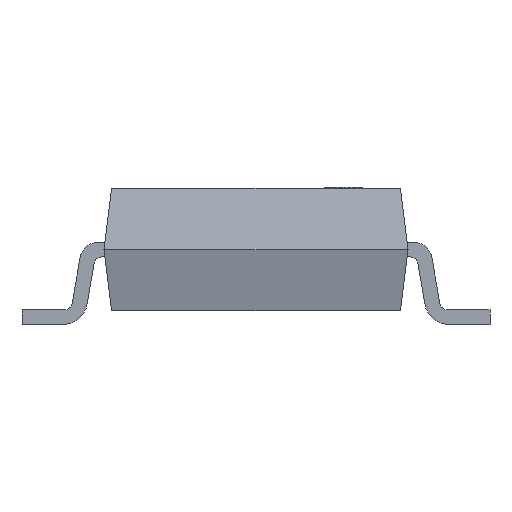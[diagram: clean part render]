
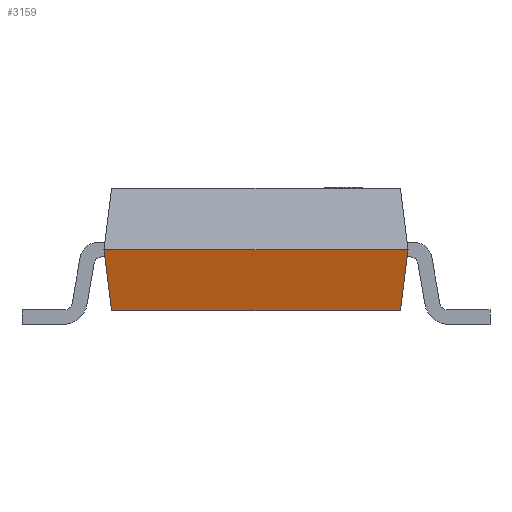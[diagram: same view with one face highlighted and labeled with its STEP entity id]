
A CAD part, front view. The second image highlights one B-rep face of the part: STEP entity #3159.
In plain terms, the highlighted free-form (B-spline) face has degree [1, 1] with [2, 2] control points.
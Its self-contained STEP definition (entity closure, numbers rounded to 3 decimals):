
#680 = VERTEX_POINT('',#681);
#681 = CARTESIAN_POINT('',(-1.95,-4.325,0.963));
#686 = EDGE_CURVE('',#687,#680,#689,.T.);
#687 = VERTEX_POINT('',#688);
#688 = CARTESIAN_POINT('',(1.95,-4.325,0.963));
#689 = LINE('',#690,#691);
#690 = CARTESIAN_POINT('',(1.95,-4.325,0.963));
#691 = VECTOR('',#692,1.);
#692 = DIRECTION('',(-1.,0.,0.));
#3159 = ADVANCED_FACE('',(#3160),#3183,.T.);
#3160 = FACE_BOUND('',#3161,.T.);
#3161 = EDGE_LOOP('',(#3162,#3163,#3170,#3178));
#3162 = ORIENTED_EDGE('',*,*,#686,.T.);
#3163 = ORIENTED_EDGE('',*,*,#3164,.T.);
#3164 = EDGE_CURVE('',#680,#3165,#3167,.T.);
#3165 = VERTEX_POINT('',#3166);
#3166 = CARTESIAN_POINT('',(-1.853,-4.109,0.175));
#3167 = B_SPLINE_CURVE_WITH_KNOTS('',1,(#3168,#3169),.UNSPECIFIED.,.F.,
  .F.,(2,2),(0.,1.),.PIECEWISE_BEZIER_KNOTS.);
#3168 = CARTESIAN_POINT('',(-1.95,-4.325,0.963));
#3169 = CARTESIAN_POINT('',(-1.853,-4.109,0.175));
#3170 = ORIENTED_EDGE('',*,*,#3171,.F.);
#3171 = EDGE_CURVE('',#3172,#3165,#3174,.T.);
#3172 = VERTEX_POINT('',#3173);
#3173 = CARTESIAN_POINT('',(1.853,-4.109,0.175));
#3174 = LINE('',#3175,#3176);
#3175 = CARTESIAN_POINT('',(1.853,-4.109,0.175));
#3176 = VECTOR('',#3177,1.);
#3177 = DIRECTION('',(-1.,0.,0.));
#3178 = ORIENTED_EDGE('',*,*,#3179,.F.);
#3179 = EDGE_CURVE('',#687,#3172,#3180,.T.);
#3180 = B_SPLINE_CURVE_WITH_KNOTS('',1,(#3181,#3182),.UNSPECIFIED.,.F.,
  .F.,(2,2),(0.,1.),.PIECEWISE_BEZIER_KNOTS.);
#3181 = CARTESIAN_POINT('',(1.95,-4.325,0.963));
#3182 = CARTESIAN_POINT('',(1.853,-4.109,0.175));
#3183 = B_SPLINE_SURFACE_WITH_KNOTS('',1,1,(
    (#3184,#3185)
    ,(#3186,#3187
    )),.UNSPECIFIED.,.F.,.F.,.F.,(2,2),(2,2),(0.,3.9),(0.,1.),
  .PIECEWISE_BEZIER_KNOTS.);
#3184 = CARTESIAN_POINT('',(1.95,-4.325,0.963));
#3185 = CARTESIAN_POINT('',(1.853,-4.109,0.175));
#3186 = CARTESIAN_POINT('',(-1.95,-4.325,0.963));
#3187 = CARTESIAN_POINT('',(-1.853,-4.109,0.175));
